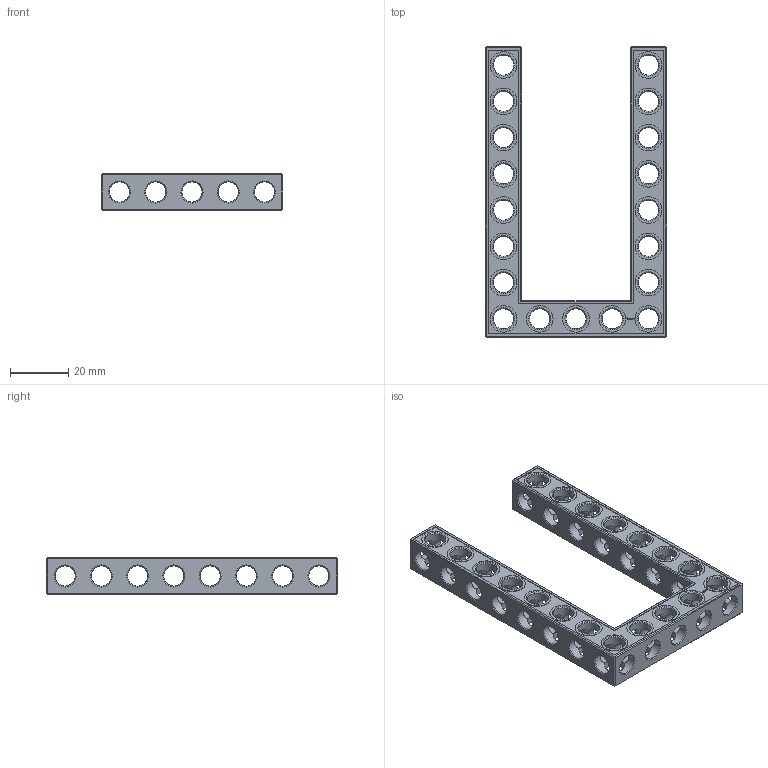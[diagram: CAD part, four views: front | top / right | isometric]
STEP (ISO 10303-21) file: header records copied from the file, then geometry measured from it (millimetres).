
FILE_DESCRIPTION(('FreeCAD Model'),'2;1');
FILE_NAME('Open CASCADE Shape Model','2022-02-23T17:37:52',( 'Paulo Kiefe'),('STEMFIE.org'),'Open CASCADE STEP processor 7.5', 'FreeCAD','Unknown');
FILE_SCHEMA(('AUTOMOTIVE_DESIGN { 1 0 10303 214 1 1 1 1 }'));
Products named in the file (1): Beam AGD ESS USH SYM BU05x08x01 - SPN-BEM-0345 (stemfie.org)
Bounding box: 62.5 x 100 x 12.5 mm (x, y, z)
Volume: 18567.6 mm3; surface area: 16683.2 mm2
Topology: 1 solids, 1 shells, 755 faces, 2211 edges, 1434 vertices
Faces by surface type: plane 404, extrusion 158, cylinder 115, cone 78
Full cylindrical faces by diameter (mm): 6.98 x18, 7 x78, 9.2 x19
Entity records: 127462 total; most frequent: CARTESIAN_POINT 85871, DIRECTION 6691, VECTOR 4682, LINE 4524, ORIENTED_EDGE 4422, PCURVE 4422, DEFINITIONAL_REPRESENTATION 4422, EDGE_CURVE 2211
